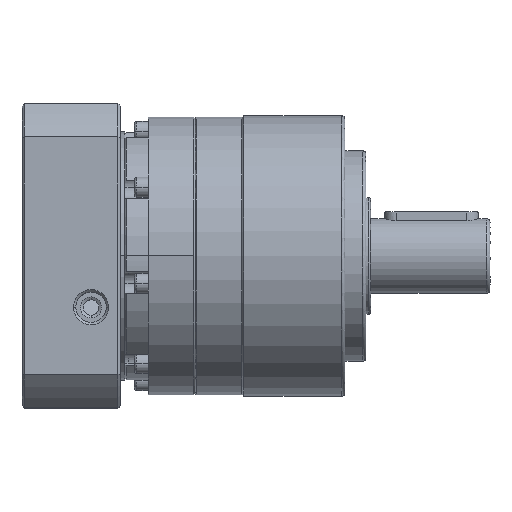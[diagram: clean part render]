
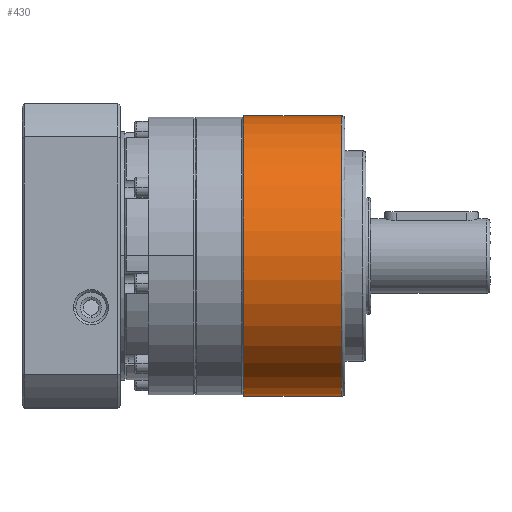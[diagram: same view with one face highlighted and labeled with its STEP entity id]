
A CAD part, top view. The second image highlights one B-rep face of the part: STEP entity #430.
In plain terms, the highlighted cylindrical face has radius 60 mm (diameter 120 mm), a partial arc.
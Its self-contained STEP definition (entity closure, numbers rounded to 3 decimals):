
#137 = CARTESIAN_POINT ( 'NONE',  ( 60., 0., 62.5 ) ) ;
#430 = ADVANCED_FACE ( 'NONE', ( #7437 ), #21768, .T. ) ;
#602 = VECTOR ( 'NONE', #1024, 1000. ) ;
#964 = CARTESIAN_POINT ( 'NONE',  ( -60., 0., 20.75 ) ) ;
#1024 = DIRECTION ( 'NONE',  ( 0., 0., 1. ) ) ;
#1959 = AXIS2_PLACEMENT_3D ( 'NONE', #20358, #9955, #21998 ) ;
#1977 = VERTEX_POINT ( 'NONE', #137 ) ;
#1978 = CARTESIAN_POINT ( 'NONE',  ( 0., 0., 20.75 ) ) ;
#2427 = CARTESIAN_POINT ( 'NONE',  ( 60., 0., 0. ) ) ;
#2808 = CARTESIAN_POINT ( 'NONE',  ( -60., 0., 62.5 ) ) ;
#3589 = DIRECTION ( 'NONE',  ( 1., 0., 0. ) ) ;
#4374 = CARTESIAN_POINT ( 'NONE',  ( 60., 0., 20.75 ) ) ;
#4716 = ORIENTED_EDGE ( 'NONE', *, *, #19180, .F. ) ;
#6104 = CIRCLE ( 'NONE', #14870, 60. ) ;
#7437 = FACE_OUTER_BOUND ( 'NONE', #7635, .T. ) ;
#7635 = EDGE_LOOP ( 'NONE', ( #4716, #19804, #7878, #13613 ) ) ;
#7788 = VECTOR ( 'NONE', #18495, 1000. ) ;
#7878 = ORIENTED_EDGE ( 'NONE', *, *, #19631, .T. ) ;
#8529 = DIRECTION ( 'NONE',  ( 1., 0., 0. ) ) ;
#8664 = DIRECTION ( 'NONE',  ( 0., 0., 1. ) ) ;
#9086 = CARTESIAN_POINT ( 'NONE',  ( 0., 0., 0. ) ) ;
#9955 = DIRECTION ( 'NONE',  ( 0., 0., -1. ) ) ;
#10411 = VERTEX_POINT ( 'NONE', #964 ) ;
#12430 = LINE ( 'NONE', #13194, #7788 ) ;
#13194 = CARTESIAN_POINT ( 'NONE',  ( -60., 0., 0. ) ) ;
#13613 = ORIENTED_EDGE ( 'NONE', *, *, #16551, .T. ) ;
#13858 = VERTEX_POINT ( 'NONE', #4374 ) ;
#14130 = DIRECTION ( 'NONE',  ( 0., 0., 1. ) ) ;
#14384 = AXIS2_PLACEMENT_3D ( 'NONE', #9086, #8664, #8529 ) ;
#14870 = AXIS2_PLACEMENT_3D ( 'NONE', #1978, #14130, #3589 ) ;
#16551 = EDGE_CURVE ( 'NONE', #1977, #18316, #21517, .T. ) ;
#18316 = VERTEX_POINT ( 'NONE', #2808 ) ;
#18495 = DIRECTION ( 'NONE',  ( 0., 0., 1. ) ) ;
#18953 = LINE ( 'NONE', #2427, #602 ) ;
#19180 = EDGE_CURVE ( 'NONE', #10411, #18316, #12430, .T. ) ;
#19631 = EDGE_CURVE ( 'NONE', #13858, #1977, #18953, .T. ) ;
#19804 = ORIENTED_EDGE ( 'NONE', *, *, #19970, .T. ) ;
#19970 = EDGE_CURVE ( 'NONE', #10411, #13858, #6104, .T. ) ;
#20358 = CARTESIAN_POINT ( 'NONE',  ( 0., 0., 62.5 ) ) ;
#21517 = CIRCLE ( 'NONE', #1959, 60. ) ;
#21768 = CYLINDRICAL_SURFACE ( 'NONE', #14384, 60. ) ;
#21998 = DIRECTION ( 'NONE',  ( 1., 0., 0. ) ) ;
